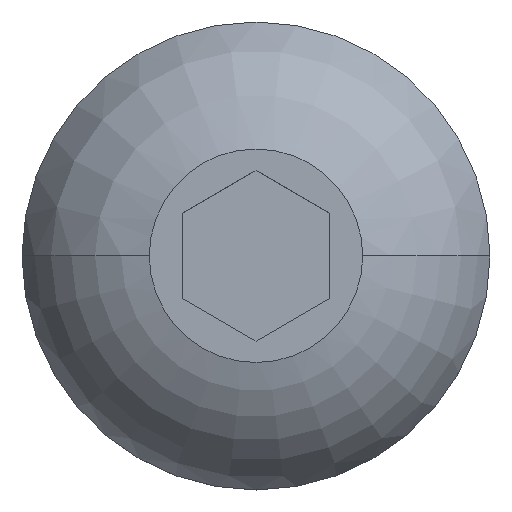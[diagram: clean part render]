
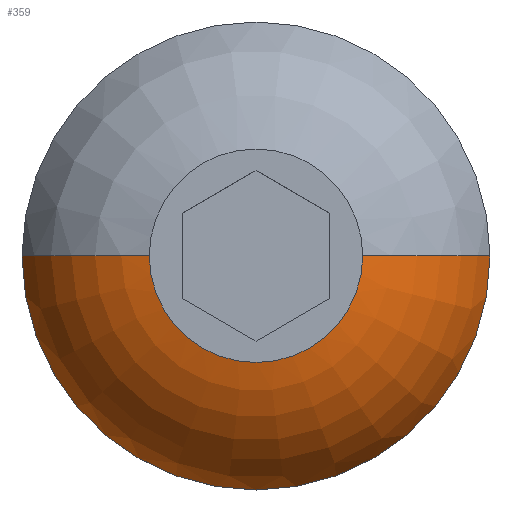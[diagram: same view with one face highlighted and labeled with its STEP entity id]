
A CAD part, top view. The second image highlights one B-rep face of the part: STEP entity #359.
In plain terms, the highlighted toroidal (fillet/blend) face has major radius 1.424 mm and minor radius 3.539 mm.
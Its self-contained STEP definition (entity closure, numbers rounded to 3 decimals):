
#12 = DIRECTION ( 'NONE',  ( 0., 0., -1. ) ) ;
#38 = EDGE_LOOP ( 'NONE', ( #765, #189, #367, #606 ) ) ;
#39 = CARTESIAN_POINT ( 'NONE',  ( -4.75, 0., 0.5 ) ) ;
#47 = CARTESIAN_POINT ( 'NONE',  ( -2.167, 0., 2.75 ) ) ;
#51 = CARTESIAN_POINT ( 'NONE',  ( 2.167, 0., 2.75 ) ) ;
#57 = DIRECTION ( 'NONE',  ( -1., 0., 0. ) ) ;
#95 = AXIS2_PLACEMENT_3D ( 'NONE', #164, #637, #701 ) ;
#133 = DIRECTION ( 'NONE',  ( 0., 0., -1. ) ) ;
#162 = VERTEX_POINT ( 'NONE', #47 ) ;
#164 = CARTESIAN_POINT ( 'NONE',  ( 0., 0., 0.5 ) ) ;
#167 = CARTESIAN_POINT ( 'NONE',  ( 4.75, 0., 0.5 ) ) ;
#189 = ORIENTED_EDGE ( 'NONE', *, *, #291, .F. ) ;
#196 = VERTEX_POINT ( 'NONE', #167 ) ;
#226 = CARTESIAN_POINT ( 'NONE',  ( 0., 0., 2.75 ) ) ;
#231 = VERTEX_POINT ( 'NONE', #39 ) ;
#246 = CIRCLE ( 'NONE', #358, 3.539 ) ;
#290 = DIRECTION ( 'NONE',  ( 0., 1., 0. ) ) ;
#291 = EDGE_CURVE ( 'NONE', #162, #447, #559, .T. ) ;
#295 = AXIS2_PLACEMENT_3D ( 'NONE', #592, #290, #57 ) ;
#334 = EDGE_CURVE ( 'NONE', #196, #231, #694, .T. ) ;
#358 = AXIS2_PLACEMENT_3D ( 'NONE', #600, #417, #12 ) ;
#359 = ADVANCED_FACE ( 'NONE', ( #411 ), #722, .T. ) ;
#367 = ORIENTED_EDGE ( 'NONE', *, *, #461, .T. ) ;
#411 = FACE_OUTER_BOUND ( 'NONE', #38, .T. ) ;
#417 = DIRECTION ( 'NONE',  ( 0., -1., 0. ) ) ;
#440 = CIRCLE ( 'NONE', #295, 3.539 ) ;
#446 = AXIS2_PLACEMENT_3D ( 'NONE', #226, #648, #763 ) ;
#447 = VERTEX_POINT ( 'NONE', #51 ) ;
#455 = CARTESIAN_POINT ( 'NONE',  ( 0., 0., -0.711 ) ) ;
#461 = EDGE_CURVE ( 'NONE', #162, #231, #246, .T. ) ;
#548 = DIRECTION ( 'NONE',  ( -1., 0., 0. ) ) ;
#555 = AXIS2_PLACEMENT_3D ( 'NONE', #455, #133, #548 ) ;
#559 = CIRCLE ( 'NONE', #446, 2.167 ) ;
#592 = CARTESIAN_POINT ( 'NONE',  ( 1.424, 0., -0.711 ) ) ;
#600 = CARTESIAN_POINT ( 'NONE',  ( -1.424, 0., -0.711 ) ) ;
#606 = ORIENTED_EDGE ( 'NONE', *, *, #334, .F. ) ;
#637 = DIRECTION ( 'NONE',  ( 0., 0., -1. ) ) ;
#648 = DIRECTION ( 'NONE',  ( 0., 0., 1. ) ) ;
#694 = CIRCLE ( 'NONE', #95, 4.75 ) ;
#701 = DIRECTION ( 'NONE',  ( -1., 0., 0. ) ) ;
#722 = TOROIDAL_SURFACE ( 'NONE', #555, 1.424, 3.539 ) ;
#723 = EDGE_CURVE ( 'NONE', #447, #196, #440, .T. ) ;
#763 = DIRECTION ( 'NONE',  ( -1., 0., 0. ) ) ;
#765 = ORIENTED_EDGE ( 'NONE', *, *, #723, .F. ) ;
